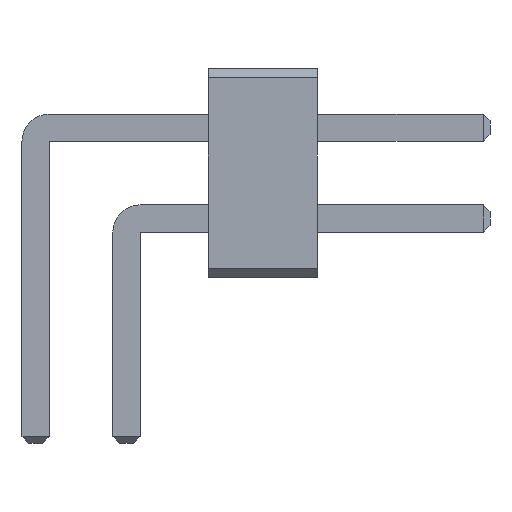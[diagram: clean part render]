
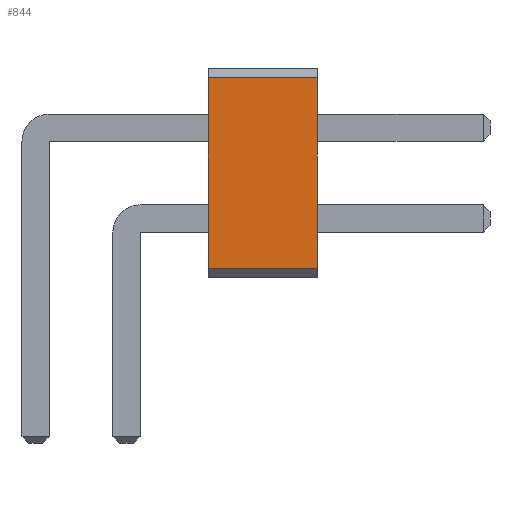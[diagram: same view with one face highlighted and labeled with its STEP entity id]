
A CAD part, front view. The second image highlights one B-rep face of the part: STEP entity #844.
In plain terms, the highlighted planar face has unit normal (0, -1, 0).
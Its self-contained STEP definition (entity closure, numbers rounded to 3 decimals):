
#13=DIRECTION('',(0.,0.,1.));
#27=VECTOR('',#28,1.);
#28=DIRECTION('',(1.,0.,0.));
#57=DIRECTION('',(0.,-1.,0.));
#831=VERTEX_POINT('',#832);
#832=CARTESIAN_POINT('',(3.1,-13.5,0.1));
#835=EDGE_CURVE('',#836,#831,#838,.T.);
#836=VERTEX_POINT('',#837);
#837=CARTESIAN_POINT('',(1.9,-13.5,0.1));
#838=LINE('',#837,#27);
#844=ADVANCED_FACE('',(#845),#862,.T.);
#845=FACE_BOUND('',#846,.T.);
#846=EDGE_LOOP('',(#847,#848,#854,#859));
#847=ORIENTED_EDGE('',*,*,#835,.T.);
#848=ORIENTED_EDGE('',*,*,#849,.T.);
#849=EDGE_CURVE('',#831,#850,#852,.T.);
#850=VERTEX_POINT('',#851);
#851=CARTESIAN_POINT('',(3.1,-13.5,2.2));
#852=LINE('',#832,#853);
#853=VECTOR('',#13,1.);
#854=ORIENTED_EDGE('',*,*,#855,.F.);
#855=EDGE_CURVE('',#856,#850,#858,.T.);
#856=VERTEX_POINT('',#857);
#857=CARTESIAN_POINT('',(1.9,-13.5,2.2));
#858=LINE('',#857,#27);
#859=ORIENTED_EDGE('',*,*,#860,.F.);
#860=EDGE_CURVE('',#836,#856,#861,.T.);
#861=LINE('',#837,#853);
#862=PLANE('',#863);
#863=AXIS2_PLACEMENT_3D('',#837,#57,#13);
